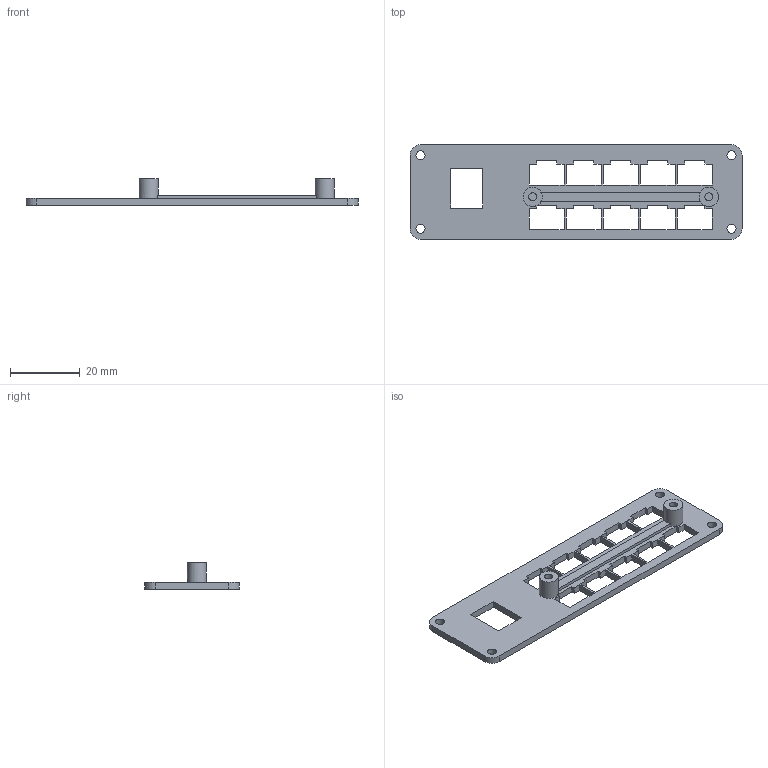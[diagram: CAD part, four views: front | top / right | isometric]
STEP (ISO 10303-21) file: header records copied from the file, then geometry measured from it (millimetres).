
FILE_DESCRIPTION(('FreeCAD Model'),'2;1');
FILE_NAME('Open CASCADE Shape Model','2025-03-28T14:08:45',(''),(''), 'Open CASCADE STEP processor 7.7','FreeCAD','Unknown');
FILE_SCHEMA(('AUTOMOTIVE_DESIGN { 1 0 10303 214 1 1 1 1 }'));
Length unit declared in the file: millimetre
Products named in the file (1): Cut
Bounding box: 95 x 27 x 7.7 mm (x, y, z)
Volume: 3856.8 mm3; surface area: 5324.9 mm2
Topology: 1 solids, 1 shells, 758 faces, 2159 edges, 1438 vertices
Faces by surface type: extrusion 439, plane 307, cylinder 12
Full cylindrical faces by diameter (mm): 2.3 x2, 2.6 x4, 5.5 x2
Entity records: 25125 total; most frequent: CARTESIAN_POINT 6990, ORIENTED_EDGE 4318, DIRECTION 2392, EDGE_CURVE 2159, VECTOR 1688, VERTEX_POINT 1438, B_SPLINE_CURVE_WITH_KNOTS 1317, LINE 1249
